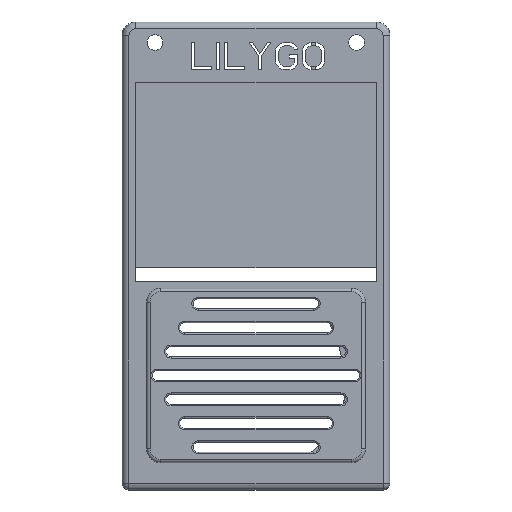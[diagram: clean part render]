
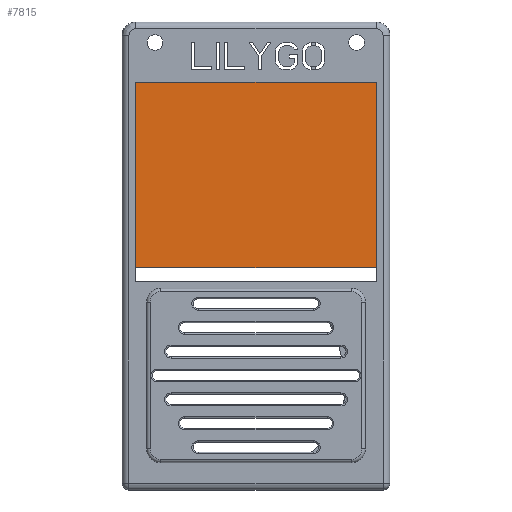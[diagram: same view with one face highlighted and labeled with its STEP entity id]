
A CAD part, top view. The second image highlights one B-rep face of the part: STEP entity #7815.
In plain terms, the highlighted planar face has unit normal (0, 0, 1).
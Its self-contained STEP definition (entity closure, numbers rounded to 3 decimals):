
#2266=DIRECTION('',(1.,0.,0.));
#2267=VECTOR('',#2266,35.2);
#2268=CARTESIAN_POINT('',(-18.702,80.6,4.785));
#2269=LINE('',#2268,#2267);
#2270=DIRECTION('',(0.,-1.,0.));
#2271=VECTOR('',#2270,27.2);
#2272=CARTESIAN_POINT('',(-18.702,107.8,4.785));
#2273=LINE('',#2272,#2271);
#2282=DIRECTION('',(-1.,0.,0.));
#2283=VECTOR('',#2282,35.2);
#2284=CARTESIAN_POINT('',(16.498,107.8,4.785));
#2285=LINE('',#2284,#2283);
#2300=DIRECTION('',(0.,1.,0.));
#2301=VECTOR('',#2300,27.2);
#2302=CARTESIAN_POINT('',(16.498,80.6,4.785));
#2303=LINE('',#2302,#2301);
#3775=CARTESIAN_POINT('',(16.498,80.6,4.785));
#3776=CARTESIAN_POINT('',(16.498,107.8,4.785));
#3777=VERTEX_POINT('',#3775);
#3778=VERTEX_POINT('',#3776);
#3779=CARTESIAN_POINT('',(-18.702,107.8,4.785));
#3780=CARTESIAN_POINT('',(-18.702,80.6,4.785));
#3781=VERTEX_POINT('',#3779);
#3782=VERTEX_POINT('',#3780);
#7802=CARTESIAN_POINT('',(18.498,82.6,4.785));
#7803=DIRECTION('',(0.,0.,1.));
#7804=DIRECTION('',(0.,1.,0.));
#7805=AXIS2_PLACEMENT_3D('',#7802,#7803,#7804);
#7806=PLANE('',#7805);
#7807=ORIENTED_EDGE('',*,*,#7778,.F.);
#7808=ORIENTED_EDGE('',*,*,#7790,.F.);
#7810=ORIENTED_EDGE('',*,*,#7809,.F.);
#7812=ORIENTED_EDGE('',*,*,#7811,.F.);
#7813=EDGE_LOOP('',(#7807,#7808,#7810,#7812));
#7814=FACE_OUTER_BOUND('',#7813,.F.);
#7778=EDGE_CURVE('',#3782,#3777,#2269,.T.);
#7790=EDGE_CURVE('',#3781,#3782,#2273,.T.);
#7809=EDGE_CURVE('',#3778,#3781,#2285,.T.);
#7811=EDGE_CURVE('',#3777,#3778,#2303,.T.);
#7815=ADVANCED_FACE('',(#7814),#7806,.T.);
